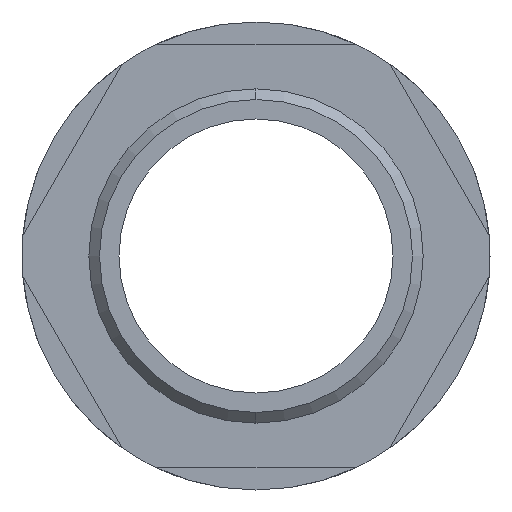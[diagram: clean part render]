
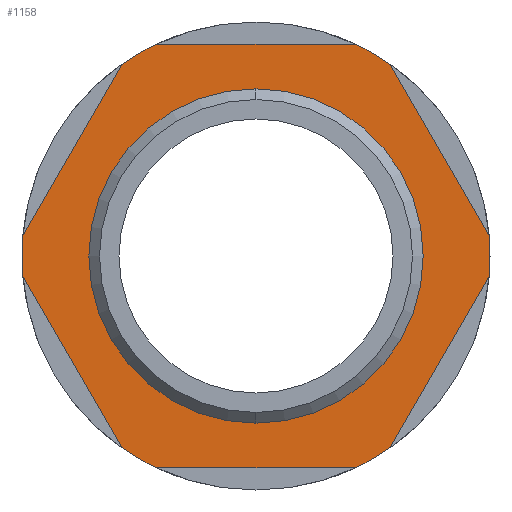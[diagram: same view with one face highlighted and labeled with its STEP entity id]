
A CAD part, left-side view. The second image highlights one B-rep face of the part: STEP entity #1158.
In plain terms, the highlighted planar face has unit normal (-1, 0, 0).
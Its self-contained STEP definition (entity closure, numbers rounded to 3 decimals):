
#15 = AXIS2_PLACEMENT_3D ( 'NONE', #3786, #3362, #3334 ) ;
#95 = VERTEX_POINT ( 'NONE', #2823 ) ;
#163 = VECTOR ( 'NONE', #291, 1000. ) ;
#234 = DIRECTION ( 'NONE',  ( 0., 1., 0. ) ) ;
#235 = CIRCLE ( 'NONE', #911, 17.5 ) ;
#291 = DIRECTION ( 'NONE',  ( 0., -0.5, -0.866 ) ) ;
#293 = DIRECTION ( 'NONE',  ( -1., 0., 0. ) ) ;
#309 = CARTESIAN_POINT ( 'NONE',  ( 4.4, -7.418, 15.85 ) ) ;
#355 = EDGE_CURVE ( 'NONE', #3406, #1681, #1600, .T. ) ;
#435 = VERTEX_POINT ( 'NONE', #1491 ) ;
#493 = LINE ( 'NONE', #4363, #3260 ) ;
#581 = VERTEX_POINT ( 'NONE', #1045 ) ;
#711 = VERTEX_POINT ( 'NONE', #991 ) ;
#818 = VECTOR ( 'NONE', #3472, 1000. ) ;
#852 = VERTEX_POINT ( 'NONE', #3673 ) ;
#882 = ORIENTED_EDGE ( 'NONE', *, *, #355, .T. ) ;
#895 = CARTESIAN_POINT ( 'NONE',  ( 4.4, 0., 0. ) ) ;
#906 = VERTEX_POINT ( 'NONE', #1796 ) ;
#911 = AXIS2_PLACEMENT_3D ( 'NONE', #3720, #1599, #4085 ) ;
#926 = EDGE_LOOP ( 'NONE', ( #1867, #986 ) ) ;
#937 = VERTEX_POINT ( 'NONE', #309 ) ;
#965 = EDGE_CURVE ( 'NONE', #711, #2043, #1911, .T. ) ;
#986 = ORIENTED_EDGE ( 'NONE', *, *, #4482, .F. ) ;
#991 = CARTESIAN_POINT ( 'NONE',  ( 4.4, 7.418, 15.85 ) ) ;
#998 = ORIENTED_EDGE ( 'NONE', *, *, #1836, .T. ) ;
#1045 = CARTESIAN_POINT ( 'NONE',  ( 4.4, -7.418, -15.85 ) ) ;
#1099 = CARTESIAN_POINT ( 'NONE',  ( 4.4, 0., 0. ) ) ;
#1118 = ORIENTED_EDGE ( 'NONE', *, *, #2713, .T. ) ;
#1158 = ADVANCED_FACE ( 'NONE', ( #3025, #3967 ), #3752, .T. ) ;
#1170 = VERTEX_POINT ( 'NONE', #2902 ) ;
#1221 = EDGE_CURVE ( 'NONE', #435, #95, #3637, .T. ) ;
#1275 = DIRECTION ( 'NONE',  ( 0., 0., 1. ) ) ;
#1286 = DIRECTION ( 'NONE',  ( -1., 0., 0. ) ) ;
#1380 = EDGE_CURVE ( 'NONE', #95, #937, #3794, .T. ) ;
#1390 = CARTESIAN_POINT ( 'NONE',  ( 4.4, 10.017, 14.349 ) ) ;
#1402 = VECTOR ( 'NONE', #2301, 1000. ) ;
#1472 = CIRCLE ( 'NONE', #4246, 17.5 ) ;
#1491 = CARTESIAN_POINT ( 'NONE',  ( 4.4, -17.436, 1.501 ) ) ;
#1492 = DIRECTION ( 'NONE',  ( 0., 0., 1. ) ) ;
#1577 = ORIENTED_EDGE ( 'NONE', *, *, #2816, .T. ) ;
#1597 = DIRECTION ( 'NONE',  ( 0., 0.5, 0.866 ) ) ;
#1599 = DIRECTION ( 'NONE',  ( -1., 0., 0. ) ) ;
#1600 = LINE ( 'NONE', #3169, #163 ) ;
#1677 = CIRCLE ( 'NONE', #3113, 17.5 ) ;
#1681 = VERTEX_POINT ( 'NONE', #2298 ) ;
#1691 = CARTESIAN_POINT ( 'NONE',  ( 4.4, 0., 0. ) ) ;
#1735 = CIRCLE ( 'NONE', #4351, 17.5 ) ;
#1775 = ORIENTED_EDGE ( 'NONE', *, *, #1919, .T. ) ;
#1796 = CARTESIAN_POINT ( 'NONE',  ( 4.4, 17.436, 1.501 ) ) ;
#1836 = EDGE_CURVE ( 'NONE', #581, #1170, #1735, .T. ) ;
#1856 = DIRECTION ( 'NONE',  ( 0., 0.5, -0.866 ) ) ;
#1867 = ORIENTED_EDGE ( 'NONE', *, *, #3626, .F. ) ;
#1911 = CIRCLE ( 'NONE', #2491, 17.5 ) ;
#1919 = EDGE_CURVE ( 'NONE', #937, #711, #3295, .T. ) ;
#1958 = CARTESIAN_POINT ( 'NONE',  ( 4.4, 0., 0. ) ) ;
#2035 = CARTESIAN_POINT ( 'NONE',  ( 4.4, -9.151, -15.85 ) ) ;
#2043 = VERTEX_POINT ( 'NONE', #1390 ) ;
#2047 = DIRECTION ( 'NONE',  ( 0., 0., 1. ) ) ;
#2153 = AXIS2_PLACEMENT_3D ( 'NONE', #1958, #2196, #2574 ) ;
#2189 = EDGE_CURVE ( 'NONE', #906, #3406, #1472, .T. ) ;
#2196 = DIRECTION ( 'NONE',  ( -1., 0., 0. ) ) ;
#2206 = ORIENTED_EDGE ( 'NONE', *, *, #2483, .T. ) ;
#2287 = EDGE_LOOP ( 'NONE', ( #1775, #4616, #3515, #2921, #882, #1577, #2206, #998, #1118, #3313, #4083, #3026 ) ) ;
#2298 = CARTESIAN_POINT ( 'NONE',  ( 4.4, 10.017, -14.349 ) ) ;
#2301 = DIRECTION ( 'NONE',  ( 0., -1., 0. ) ) ;
#2473 = CARTESIAN_POINT ( 'NONE',  ( 4.4, 0., 0. ) ) ;
#2483 = EDGE_CURVE ( 'NONE', #4370, #581, #3289, .T. ) ;
#2491 = AXIS2_PLACEMENT_3D ( 'NONE', #3716, #3701, #3666 ) ;
#2574 = DIRECTION ( 'NONE',  ( 0., 0., 1. ) ) ;
#2598 = VECTOR ( 'NONE', #1597, 1000. ) ;
#2610 = CARTESIAN_POINT ( 'NONE',  ( 4.4, -18.302, 0. ) ) ;
#2638 = CARTESIAN_POINT ( 'NONE',  ( 4.4, 7.418, -15.85 ) ) ;
#2713 = EDGE_CURVE ( 'NONE', #1170, #4190, #2735, .T. ) ;
#2735 = LINE ( 'NONE', #2035, #818 ) ;
#2807 = CIRCLE ( 'NONE', #3505, 12.5 ) ;
#2816 = EDGE_CURVE ( 'NONE', #1681, #4370, #1677, .T. ) ;
#2818 = DIRECTION ( 'NONE',  ( 0., 0., 1. ) ) ;
#2823 = CARTESIAN_POINT ( 'NONE',  ( 4.4, -10.017, 14.349 ) ) ;
#2902 = CARTESIAN_POINT ( 'NONE',  ( 4.4, -10.017, -14.349 ) ) ;
#2921 = ORIENTED_EDGE ( 'NONE', *, *, #2189, .T. ) ;
#2947 = CIRCLE ( 'NONE', #4187, 12.5 ) ;
#3025 = FACE_BOUND ( 'NONE', #926, .T. ) ;
#3026 = ORIENTED_EDGE ( 'NONE', *, *, #1380, .T. ) ;
#3064 = CARTESIAN_POINT ( 'NONE',  ( 4.4, 17.436, -1.501 ) ) ;
#3113 = AXIS2_PLACEMENT_3D ( 'NONE', #2473, #293, #2818 ) ;
#3169 = CARTESIAN_POINT ( 'NONE',  ( 4.4, 18.302, 0. ) ) ;
#3191 = VECTOR ( 'NONE', #234, 1000. ) ;
#3260 = VECTOR ( 'NONE', #1856, 1000. ) ;
#3289 = LINE ( 'NONE', #4061, #1402 ) ;
#3295 = LINE ( 'NONE', #3451, #3191 ) ;
#3313 = ORIENTED_EDGE ( 'NONE', *, *, #3336, .T. ) ;
#3334 = DIRECTION ( 'NONE',  ( 0., 0., 1. ) ) ;
#3336 = EDGE_CURVE ( 'NONE', #4190, #435, #235, .T. ) ;
#3362 = DIRECTION ( 'NONE',  ( -1., 0., 0. ) ) ;
#3403 = DIRECTION ( 'NONE',  ( -1., 0., 0. ) ) ;
#3406 = VERTEX_POINT ( 'NONE', #3064 ) ;
#3420 = CARTESIAN_POINT ( 'NONE',  ( 4.4, 0., 0. ) ) ;
#3451 = CARTESIAN_POINT ( 'NONE',  ( 4.4, -9.151, 15.85 ) ) ;
#3472 = DIRECTION ( 'NONE',  ( 0., -0.5, 0.866 ) ) ;
#3505 = AXIS2_PLACEMENT_3D ( 'NONE', #895, #3403, #1275 ) ;
#3515 = ORIENTED_EDGE ( 'NONE', *, *, #4303, .T. ) ;
#3565 = CARTESIAN_POINT ( 'NONE',  ( 4.4, -17.436, -1.501 ) ) ;
#3606 = DIRECTION ( 'NONE',  ( -1., 0., 0. ) ) ;
#3626 = EDGE_CURVE ( 'NONE', #4252, #852, #2947, .T. ) ;
#3637 = LINE ( 'NONE', #2610, #2598 ) ;
#3666 = DIRECTION ( 'NONE',  ( 0., 0., 1. ) ) ;
#3673 = CARTESIAN_POINT ( 'NONE',  ( 4.4, 0., -12.5 ) ) ;
#3701 = DIRECTION ( 'NONE',  ( -1., 0., 0. ) ) ;
#3716 = CARTESIAN_POINT ( 'NONE',  ( 4.4, 0., 0. ) ) ;
#3720 = CARTESIAN_POINT ( 'NONE',  ( 4.4, 0., 0. ) ) ;
#3752 = PLANE ( 'NONE',  #2153 ) ;
#3778 = DIRECTION ( 'NONE',  ( 0., 0., 1. ) ) ;
#3786 = CARTESIAN_POINT ( 'NONE',  ( 4.4, 0., 0. ) ) ;
#3794 = CIRCLE ( 'NONE', #15, 17.5 ) ;
#3967 = FACE_OUTER_BOUND ( 'NONE', #2287, .T. ) ;
#4061 = CARTESIAN_POINT ( 'NONE',  ( 4.4, 9.151, -15.85 ) ) ;
#4083 = ORIENTED_EDGE ( 'NONE', *, *, #1221, .T. ) ;
#4085 = DIRECTION ( 'NONE',  ( 0., 0., 1. ) ) ;
#4181 = DIRECTION ( 'NONE',  ( -1., 0., 0. ) ) ;
#4187 = AXIS2_PLACEMENT_3D ( 'NONE', #1691, #4181, #2047 ) ;
#4190 = VERTEX_POINT ( 'NONE', #3565 ) ;
#4246 = AXIS2_PLACEMENT_3D ( 'NONE', #1099, #3606, #1492 ) ;
#4252 = VERTEX_POINT ( 'NONE', #4331 ) ;
#4303 = EDGE_CURVE ( 'NONE', #2043, #906, #493, .T. ) ;
#4331 = CARTESIAN_POINT ( 'NONE',  ( 4.4, 0., 12.5 ) ) ;
#4351 = AXIS2_PLACEMENT_3D ( 'NONE', #3420, #1286, #3778 ) ;
#4363 = CARTESIAN_POINT ( 'NONE',  ( 4.4, 9.151, 15.85 ) ) ;
#4370 = VERTEX_POINT ( 'NONE', #2638 ) ;
#4482 = EDGE_CURVE ( 'NONE', #852, #4252, #2807, .T. ) ;
#4616 = ORIENTED_EDGE ( 'NONE', *, *, #965, .T. ) ;
